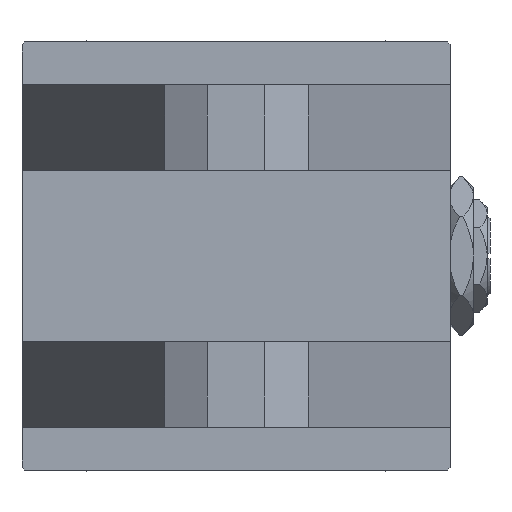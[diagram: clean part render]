
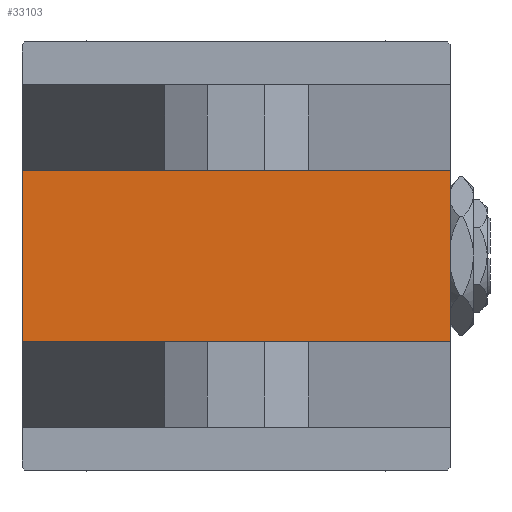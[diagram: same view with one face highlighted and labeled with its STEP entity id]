
A CAD part, left-side view. The second image highlights one B-rep face of the part: STEP entity #33103.
In plain terms, the highlighted planar face has unit normal (-1, 0, 0).
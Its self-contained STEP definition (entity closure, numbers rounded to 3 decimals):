
#3970 = CARTESIAN_POINT ( 'NONE',  ( 0., 37.5, -37.5 ) ) ;
#3977 = CARTESIAN_POINT ( 'NONE',  ( 0., 37.5, 37.5 ) ) ;
#4648 = VERTEX_POINT ( 'NONE', #26532 ) ;
#5295 = EDGE_CURVE ( 'NONE', #4648, #9105, #23020, .T. ) ;
#6250 = CARTESIAN_POINT ( 'NONE',  ( 0., 0., 0. ) ) ;
#8456 = AXIS2_PLACEMENT_3D ( 'NONE', #6250, #40423, #22112 ) ;
#8725 = ORIENTED_EDGE ( 'NONE', *, *, #34387, .T. ) ;
#9105 = VERTEX_POINT ( 'NONE', #39507 ) ;
#9201 = VECTOR ( 'NONE', #10050, 1000. ) ;
#9947 = EDGE_LOOP ( 'NONE', ( #8725, #28312, #14716, #32718 ) ) ;
#10050 = DIRECTION ( 'NONE',  ( 0., 0., -1. ) ) ;
#13040 = CARTESIAN_POINT ( 'NONE',  ( 0., 15., -37.5 ) ) ;
#14071 = CARTESIAN_POINT ( 'NONE',  ( 0., 15., 37.5 ) ) ;
#14716 = ORIENTED_EDGE ( 'NONE', *, *, #40517, .F. ) ;
#15939 = LINE ( 'NONE', #3970, #45065 ) ;
#16191 = LINE ( 'NONE', #3977, #27238 ) ;
#17279 = VECTOR ( 'NONE', #45808, 1000. ) ;
#18266 = VERTEX_POINT ( 'NONE', #35545 ) ;
#21141 = EDGE_CURVE ( 'NONE', #18266, #23317, #49691, .T. ) ;
#22112 = DIRECTION ( 'NONE',  ( 0., 0., 1. ) ) ;
#23020 = LINE ( 'NONE', #45670, #9201 ) ;
#23317 = VERTEX_POINT ( 'NONE', #13040 ) ;
#26532 = CARTESIAN_POINT ( 'NONE',  ( 0., -15., 37.5 ) ) ;
#27238 = VECTOR ( 'NONE', #35711, 1000. ) ;
#28312 = ORIENTED_EDGE ( 'NONE', *, *, #5295, .F. ) ;
#29925 = PLANE ( 'NONE',  #8456 ) ;
#31800 = DIRECTION ( 'NONE',  ( 0., -1., 0. ) ) ;
#32718 = ORIENTED_EDGE ( 'NONE', *, *, #21141, .T. ) ;
#33103 = ADVANCED_FACE ( 'NONE', ( #37485 ), #29925, .T. ) ;
#34387 = EDGE_CURVE ( 'NONE', #23317, #9105, #15939, .T. ) ;
#35545 = CARTESIAN_POINT ( 'NONE',  ( 0., 15., 37.5 ) ) ;
#35711 = DIRECTION ( 'NONE',  ( 0., -1., 0. ) ) ;
#37485 = FACE_OUTER_BOUND ( 'NONE', #9947, .T. ) ;
#39507 = CARTESIAN_POINT ( 'NONE',  ( 0., -15., -37.5 ) ) ;
#40423 = DIRECTION ( 'NONE',  ( -1., 0., 0. ) ) ;
#40517 = EDGE_CURVE ( 'NONE', #18266, #4648, #16191, .T. ) ;
#45065 = VECTOR ( 'NONE', #31800, 1000. ) ;
#45670 = CARTESIAN_POINT ( 'NONE',  ( 0., -15., 37.5 ) ) ;
#45808 = DIRECTION ( 'NONE',  ( 0., 0., -1. ) ) ;
#49691 = LINE ( 'NONE', #14071, #17279 ) ;
